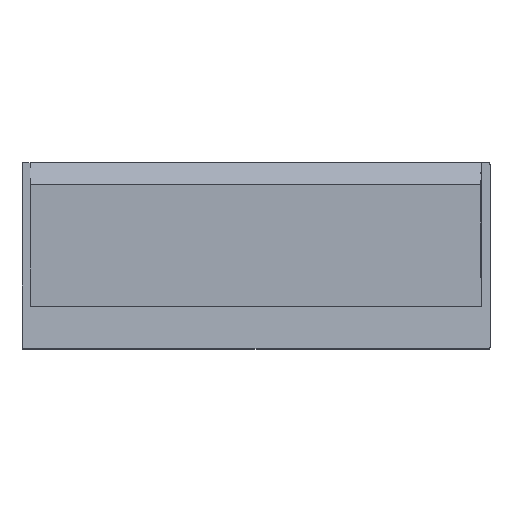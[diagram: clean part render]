
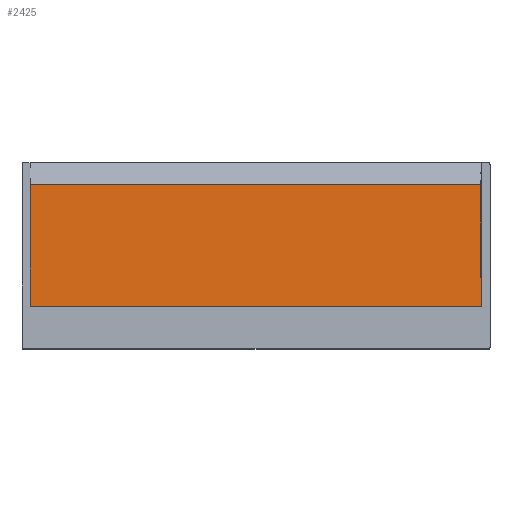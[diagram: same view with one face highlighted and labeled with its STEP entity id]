
A CAD part, top view. The second image highlights one B-rep face of the part: STEP entity #2425.
In plain terms, the highlighted planar face has unit normal (0, 0.026, 1).
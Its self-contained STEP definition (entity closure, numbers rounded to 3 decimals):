
#44=FACE_OUTER_BOUND('',#173,.T.);
#173=EDGE_LOOP('',(#1609,#1610,#1611,#1612,#1613,#1614));
#325=LINE('',#3391,#667);
#327=LINE('',#3395,#669);
#330=LINE('',#3401,#672);
#331=LINE('',#3403,#673);
#332=LINE('',#3405,#674);
#333=LINE('',#3406,#675);
#667=VECTOR('',#2737,10.);
#669=VECTOR('',#2741,10.);
#672=VECTOR('',#2746,10.);
#673=VECTOR('',#2747,10.);
#674=VECTOR('',#2748,10.);
#675=VECTOR('',#2749,10.);
#1009=VERTEX_POINT('',#3388);
#1010=VERTEX_POINT('',#3390);
#1011=VERTEX_POINT('',#3394);
#1013=VERTEX_POINT('',#3400);
#1014=VERTEX_POINT('',#3402);
#1015=VERTEX_POINT('',#3404);
#1245=EDGE_CURVE('',#1009,#1010,#325,.T.);
#1247=EDGE_CURVE('',#1010,#1011,#327,.T.);
#1250=EDGE_CURVE('',#1011,#1013,#330,.T.);
#1251=EDGE_CURVE('',#1014,#1009,#331,.T.);
#1252=EDGE_CURVE('',#1015,#1014,#332,.T.);
#1253=EDGE_CURVE('',#1013,#1015,#333,.T.);
#1609=ORIENTED_EDGE('',*,*,#1250,.F.);
#1610=ORIENTED_EDGE('',*,*,#1247,.F.);
#1611=ORIENTED_EDGE('',*,*,#1245,.F.);
#1612=ORIENTED_EDGE('',*,*,#1251,.F.);
#1613=ORIENTED_EDGE('',*,*,#1252,.F.);
#1614=ORIENTED_EDGE('',*,*,#1253,.F.);
#2301=PLANE('',#2568);
#2425=ADVANCED_FACE('',(#44),#2301,.F.);
#2568=AXIS2_PLACEMENT_3D('',#3399,#2744,#2745);
#2737=DIRECTION('',(0.,-1.,0.026));
#2741=DIRECTION('',(1.,0.,0.));
#2744=DIRECTION('center_axis',(0.,-0.026,-1.));
#2745=DIRECTION('ref_axis',(0.,1.,-0.026));
#2746=DIRECTION('',(0.,-1.,0.026));
#2747=DIRECTION('',(1.,0.,0.));
#2748=DIRECTION('',(0.,1.,-0.026));
#2749=DIRECTION('',(-1.,0.,0.));
#3388=CARTESIAN_POINT('',(279.978,-15.,-102.554));
#3390=CARTESIAN_POINT('',(279.978,-71.643,-101.085));
#3391=CARTESIAN_POINT('',(279.978,-15.,-102.554));
#3394=CARTESIAN_POINT('',(280.,-71.643,-101.085));
#3395=CARTESIAN_POINT('',(73.734,-71.643,-101.085));
#3399=CARTESIAN_POINT('Origin',(4.978,-89.11,-100.632));
#3400=CARTESIAN_POINT('',(280.,-89.11,-100.632));
#3401=CARTESIAN_POINT('',(280.,-89.169,-100.631));
#3402=CARTESIAN_POINT('',(4.978,-15.,-102.554));
#3403=CARTESIAN_POINT('',(4.978,-15.,-102.554));
#3404=CARTESIAN_POINT('',(4.978,-89.11,-100.632));
#3405=CARTESIAN_POINT('',(4.978,-45.286,-101.769));
#3406=CARTESIAN_POINT('',(4.978,-89.11,-100.632));
